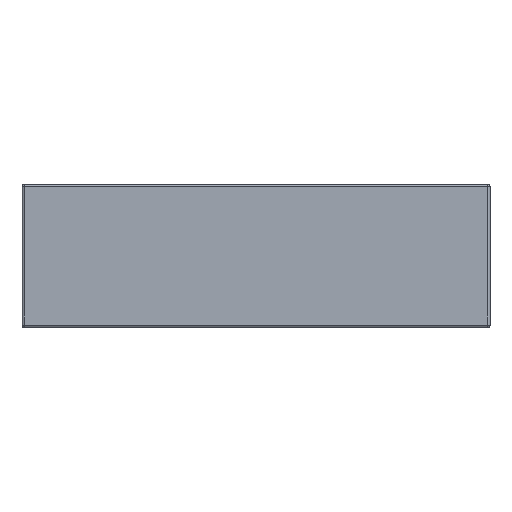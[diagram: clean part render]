
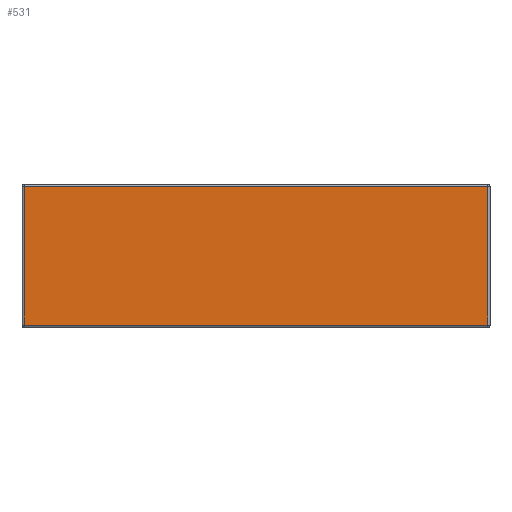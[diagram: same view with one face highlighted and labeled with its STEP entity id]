
A CAD part, top view. The second image highlights one B-rep face of the part: STEP entity #531.
In plain terms, the highlighted planar face has unit normal (0, 0, 1).
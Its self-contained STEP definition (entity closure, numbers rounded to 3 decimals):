
#531 = ADVANCED_FACE( '', ( #1188 ), #1189, .T. );
#1188 = FACE_OUTER_BOUND( '', #1991, .T. );
#1189 = PLANE( '', #1992 );
#1991 = EDGE_LOOP( '', ( #3926, #3927, #3928, #3929 ) );
#1992 = AXIS2_PLACEMENT_3D( '', #3930, #3931, #3932 );
#3926 = ORIENTED_EDGE( '', *, *, #5670, .T. );
#3927 = ORIENTED_EDGE( '', *, *, #5671, .T. );
#3928 = ORIENTED_EDGE( '', *, *, #5672, .T. );
#3929 = ORIENTED_EDGE( '', *, *, #5386, .T. );
#3930 = CARTESIAN_POINT( '', ( -9.8, -3., 4.845 ) );
#3931 = DIRECTION( '', ( 0., 0., 1. ) );
#3932 = DIRECTION( '', ( 1., 0., 0. ) );
#5386 = EDGE_CURVE( '', #6531, #6533, #6535, .T. );
#5670 = EDGE_CURVE( '', #6533, #6925, #6926, .T. );
#5671 = EDGE_CURVE( '', #6925, #6927, #6928, .T. );
#5672 = EDGE_CURVE( '', #6927, #6531, #6929, .T. );
#6531 = VERTEX_POINT( '', #8944 );
#6533 = VERTEX_POINT( '', #8946 );
#6535 = LINE( '', #8948, #8949 );
#6925 = VERTEX_POINT( '', #9847 );
#6926 = LINE( '', #9848, #9849 );
#6927 = VERTEX_POINT( '', #9850 );
#6928 = LINE( '', #9851, #9852 );
#6929 = LINE( '', #9853, #9854 );
#8944 = CARTESIAN_POINT( '', ( -9.7, -2.9, 4.845 ) );
#8946 = CARTESIAN_POINT( '', ( 9.7, -2.9, 4.845 ) );
#8948 = CARTESIAN_POINT( '', ( 9.8, -2.9, 4.845 ) );
#8949 = VECTOR( '', #10415, 1000. );
#9847 = CARTESIAN_POINT( '', ( 9.7, 2.9, 4.845 ) );
#9848 = CARTESIAN_POINT( '', ( 9.7, 3., 4.845 ) );
#9849 = VECTOR( '', #10542, 1000. );
#9850 = CARTESIAN_POINT( '', ( -9.7, 2.9, 4.845 ) );
#9851 = CARTESIAN_POINT( '', ( -9.8, 2.9, 4.845 ) );
#9852 = VECTOR( '', #10543, 1000. );
#9853 = CARTESIAN_POINT( '', ( -9.7, -3., 4.845 ) );
#9854 = VECTOR( '', #10544, 1000. );
#10415 = DIRECTION( '', ( 1., 0., 0. ) );
#10542 = DIRECTION( '', ( 0., 1., 0. ) );
#10543 = DIRECTION( '', ( -1., 0., 0. ) );
#10544 = DIRECTION( '', ( 0., -1., 0. ) );
